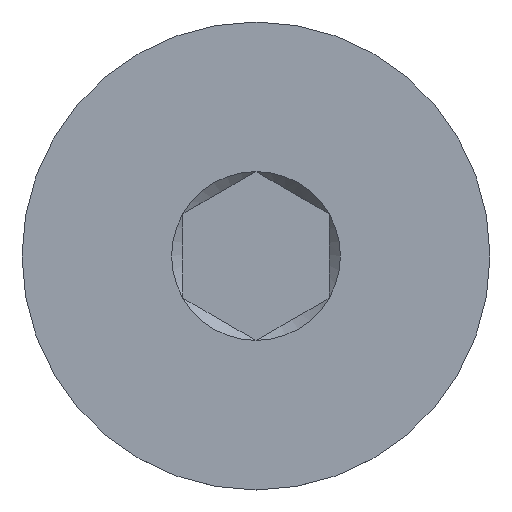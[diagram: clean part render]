
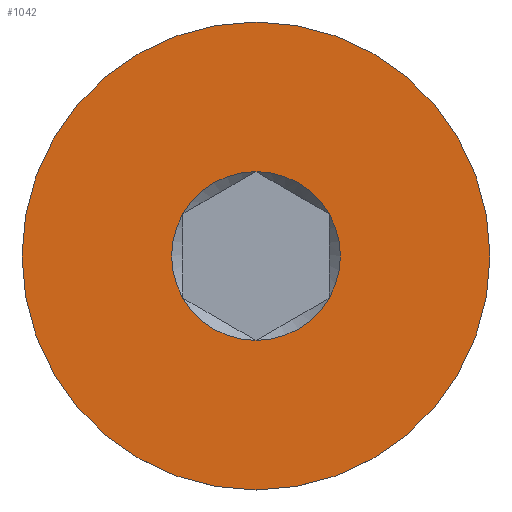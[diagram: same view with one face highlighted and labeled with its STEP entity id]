
A CAD part, top view. The second image highlights one B-rep face of the part: STEP entity #1042.
In plain terms, the highlighted planar face has unit normal (0, 0, 1).
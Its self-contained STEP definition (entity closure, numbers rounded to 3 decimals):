
#15=FACE_BOUND('',#200,.T.);
#26=PLANE('',#1134);
#139=FACE_OUTER_BOUND('',#199,.T.);
#199=EDGE_LOOP('',(#937));
#200=EDGE_LOOP('',(#938,#939,#940,#941,#942,#943));
#209=CIRCLE('',#1103,1.443);
#212=CIRCLE('',#1108,4.);
#216=CIRCLE('',#1125,1.443);
#217=CIRCLE('',#1127,1.443);
#218=CIRCLE('',#1129,1.443);
#219=CIRCLE('',#1131,1.443);
#220=CIRCLE('',#1133,1.443);
#451=VERTEX_POINT('',#3278);
#452=VERTEX_POINT('',#3279);
#455=VERTEX_POINT('',#3291);
#461=VERTEX_POINT('',#4448);
#462=VERTEX_POINT('',#4450);
#465=VERTEX_POINT('',#4459);
#467=VERTEX_POINT('',#4467);
#590=EDGE_CURVE('',#451,#452,#209,.T.);
#595=EDGE_CURVE('',#455,#455,#212,.T.);
#623=EDGE_CURVE('',#461,#462,#216,.T.);
#624=EDGE_CURVE('',#465,#461,#217,.T.);
#625=EDGE_CURVE('',#467,#465,#218,.T.);
#626=EDGE_CURVE('',#452,#467,#219,.T.);
#627=EDGE_CURVE('',#462,#451,#220,.T.);
#937=ORIENTED_EDGE('',*,*,#595,.F.);
#938=ORIENTED_EDGE('',*,*,#626,.F.);
#939=ORIENTED_EDGE('',*,*,#590,.F.);
#940=ORIENTED_EDGE('',*,*,#627,.F.);
#941=ORIENTED_EDGE('',*,*,#623,.F.);
#942=ORIENTED_EDGE('',*,*,#624,.F.);
#943=ORIENTED_EDGE('',*,*,#625,.F.);
#1042=ADVANCED_FACE('',(#139,#15),#26,.T.);
#1103=AXIS2_PLACEMENT_3D('',#3283,#1267,#1268);
#1108=AXIS2_PLACEMENT_3D('',#3293,#1279,#1280);
#1125=AXIS2_PLACEMENT_3D('',#4491,#1326,#1327);
#1127=AXIS2_PLACEMENT_3D('',#4493,#1330,#1331);
#1129=AXIS2_PLACEMENT_3D('',#4495,#1334,#1335);
#1131=AXIS2_PLACEMENT_3D('',#4497,#1338,#1339);
#1133=AXIS2_PLACEMENT_3D('',#4499,#1342,#1343);
#1134=AXIS2_PLACEMENT_3D('',#4500,#1344,#1345);
#1267=DIRECTION('center_axis',(0.,0.,1.));
#1268=DIRECTION('ref_axis',(1.,0.,0.));
#1279=DIRECTION('center_axis',(0.,0.,-1.));
#1280=DIRECTION('ref_axis',(-1.,0.,0.));
#1326=DIRECTION('center_axis',(0.,0.,1.));
#1327=DIRECTION('ref_axis',(1.,0.,0.));
#1330=DIRECTION('center_axis',(0.,0.,1.));
#1331=DIRECTION('ref_axis',(1.,0.,0.));
#1334=DIRECTION('center_axis',(0.,0.,1.));
#1335=DIRECTION('ref_axis',(1.,0.,0.));
#1338=DIRECTION('center_axis',(0.,0.,1.));
#1339=DIRECTION('ref_axis',(1.,0.,0.));
#1342=DIRECTION('center_axis',(0.,0.,1.));
#1343=DIRECTION('ref_axis',(1.,0.,0.));
#1344=DIRECTION('center_axis',(0.,0.,1.));
#1345=DIRECTION('ref_axis',(1.,0.,0.));
#3278=CARTESIAN_POINT('',(1.25,-0.722,8.65));
#3279=CARTESIAN_POINT('',(1.25,0.722,8.65));
#3283=CARTESIAN_POINT('Origin',(0.,0.,8.65));
#3291=CARTESIAN_POINT('',(4.,0.,8.65));
#3293=CARTESIAN_POINT('Origin',(0.,0.,8.65));
#4448=CARTESIAN_POINT('',(-1.25,-0.722,8.65));
#4450=CARTESIAN_POINT('',(0.,-1.443,8.65));
#4459=CARTESIAN_POINT('',(-1.25,0.722,8.65));
#4467=CARTESIAN_POINT('',(0.,1.443,8.65));
#4491=CARTESIAN_POINT('Origin',(0.,0.,8.65));
#4493=CARTESIAN_POINT('Origin',(0.,0.,8.65));
#4495=CARTESIAN_POINT('Origin',(0.,0.,8.65));
#4497=CARTESIAN_POINT('Origin',(0.,0.,8.65));
#4499=CARTESIAN_POINT('Origin',(0.,0.,8.65));
#4500=CARTESIAN_POINT('Origin',(0.,0.,8.65));
